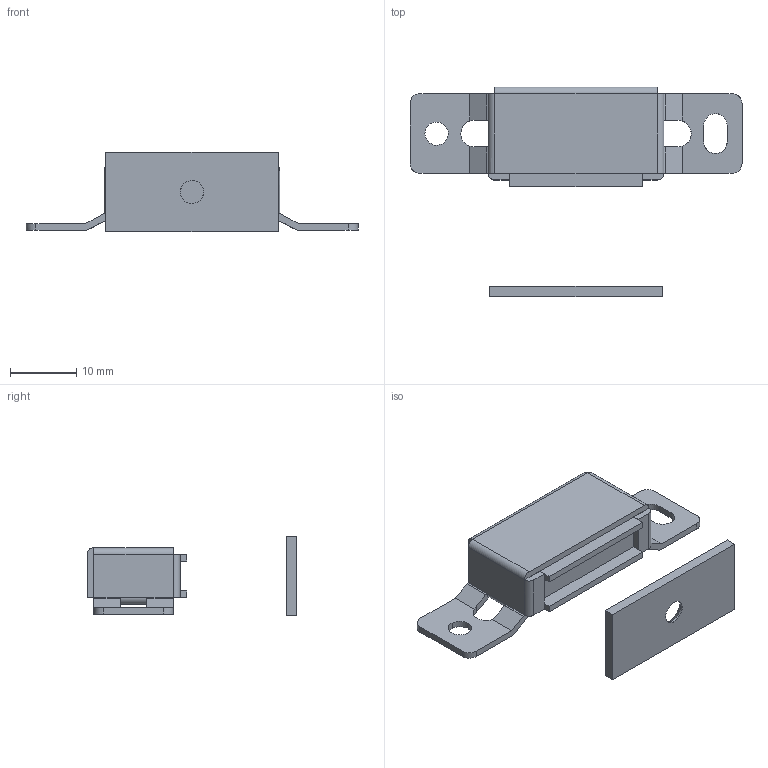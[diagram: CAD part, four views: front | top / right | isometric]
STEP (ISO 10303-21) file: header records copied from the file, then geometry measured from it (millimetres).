
FILE_DESCRIPTION((''),'2;1');
FILE_NAME('','2009-10-15T11:32:10',(''),(''),'','CADfix','');
FILE_SCHEMA(('AUTOMOTIVE_DESIGN { 1 0 10303 214 1 1 1 1 }'));
Length unit declared in the file: millimetre
Bounding box: 50 x 31.6 x 12 mm (x, y, z)
Volume: 3226.8 mm3; surface area: 5260.2 mm2
Topology: 6 solids, 6 shells, 133 faces, 355 edges, 230 vertices
Faces by surface type: bspline 133
Entity records: 4105 total; most frequent: CARTESIAN_POINT 1935, ORIENTED_EDGE 710, EDGE_CURVE 355, QUASI_UNIFORM_CURVE 251, VERTEX_POINT 230, EDGE_LOOP 139, FACE_OUTER_BOUND 133, ADVANCED_FACE 133
